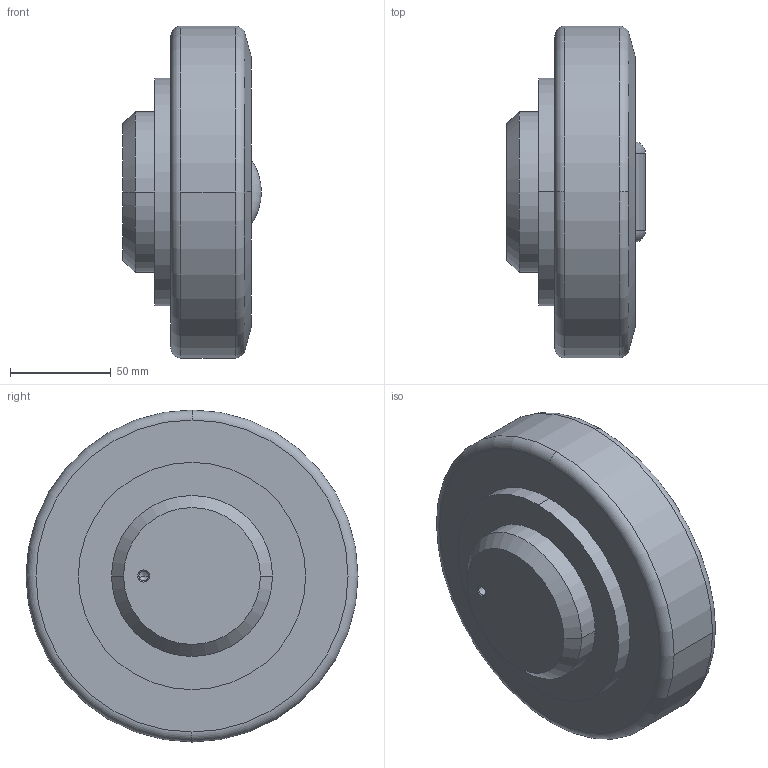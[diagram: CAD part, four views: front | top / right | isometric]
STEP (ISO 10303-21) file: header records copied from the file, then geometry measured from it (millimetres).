
FILE_DESCRIPTION(('STEP AP203'),'1');
FILE_NAME('4_089.stp','2014-08-06T06:54:01',('TraceParts'),('TraceParts S.A.'),'XStep 1.0',' ',' ');
FILE_SCHEMA(('CONFIG_CONTROL_DESIGN'));
Length unit declared in the file: millimetre
Products named in the file (1): 1
Bounding box: 69 x 165 x 165 mm (x, y, z)
Volume: 993886.9 mm3; surface area: 67827.3 mm2
Topology: 1 solids, 1 shells, 41 faces, 98 edges, 62 vertices
Faces by surface type: plane 13, cylinder 12, cone 10, torus 6
Entity records: 1467 total; most frequent: CARTESIAN_POINT 448, DIRECTION 221, ORIENTED_EDGE 192, EDGE_CURVE 96, AXIS2_PLACEMENT_3D 91, VERTEX_POINT 62, CIRCLE 49, EDGE_LOOP 46
